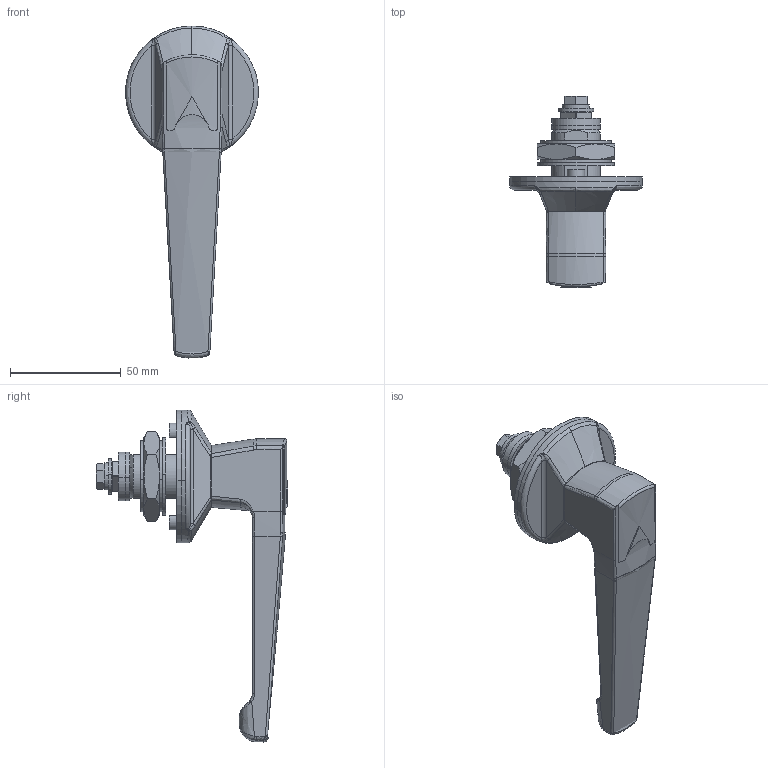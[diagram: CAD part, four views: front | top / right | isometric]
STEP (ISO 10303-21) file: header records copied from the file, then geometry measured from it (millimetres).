
FILE_DESCRIPTION((''),'2;1');
FILE_NAME('','2005-10-07T14:18:09',(''),(''),'','CADfix','');
FILE_SCHEMA(('AUTOMOTIVE_DESIGN'));
Length unit declared in the file: millimetre
Products named in the file (10): washer_D; washer_C; washer_B; washer_A; packing; nut; handle; bolt; base; THA_330S_1_24180_36
Assembly tree (9 placements, depth 2):
  THA_330S_1_24180_36
    washer_D
    washer_C
    washer_B
    washer_A
    packing
    nut
    handle
    bolt
    base
Bounding box: 59.91 x 86.6 x 149.96 mm (x, y, z)
Volume: 86699.1 mm3; surface area: 38300.8 mm2
Topology: 9 solids, 9 shells, 307 faces, 835 edges, 548 vertices
Faces by surface type: bspline 307
Entity records: 16099 total; most frequent: CARTESIAN_POINT 11237, ORIENTED_EDGE 1650, EDGE_CURVE 825, VERTEX_POINT 548, EDGE_LOOP 337, FACE_OUTER_BOUND 307, ADVANCED_FACE 307, QUASI_UNIFORM_CURVE 261
